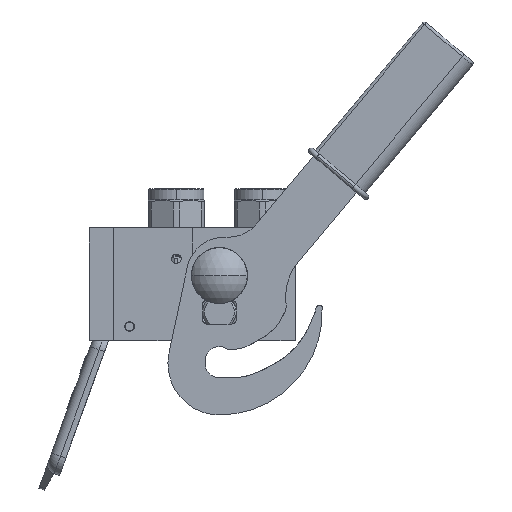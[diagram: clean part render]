
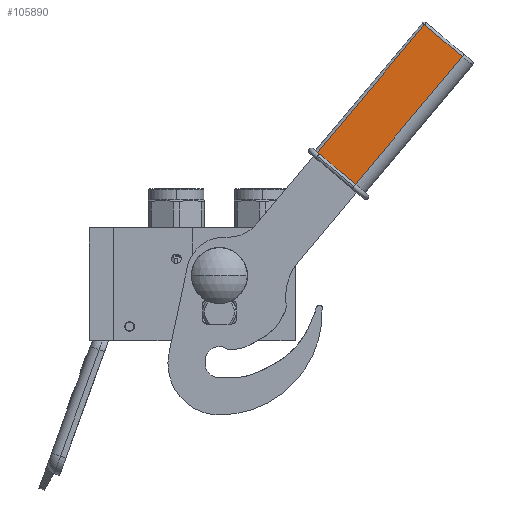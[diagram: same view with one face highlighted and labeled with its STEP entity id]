
A CAD part, front view. The second image highlights one B-rep face of the part: STEP entity #105890.
In plain terms, the highlighted face is planar.
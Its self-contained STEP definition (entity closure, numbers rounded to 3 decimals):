
#2481 = CARTESIAN_POINT ( 'NONE',  ( 8., 92., -10.5 ) ) ;
#3406 = LINE ( 'NONE', #48935, #120888 ) ;
#5153 = VERTEX_POINT ( 'NONE', #60488 ) ;
#6929 = LINE ( 'NONE', #56757, #67145 ) ;
#7202 = DIRECTION ( 'NONE',  ( 0., 0., -1. ) ) ;
#10032 = CARTESIAN_POINT ( 'NONE',  ( 8., 92., 16. ) ) ;
#11717 = VERTEX_POINT ( 'NONE', #101796 ) ;
#15248 = ORIENTED_EDGE ( 'NONE', *, *, #65533, .T. ) ;
#20447 = DIRECTION ( 'NONE',  ( 0., 0., -1. ) ) ;
#24209 = ORIENTED_EDGE ( 'NONE', *, *, #107702, .T. ) ;
#33489 = FACE_OUTER_BOUND ( 'NONE', #117319, .T. ) ;
#37723 = PLANE ( 'NONE',  #55520 ) ;
#38111 = DIRECTION ( 'NONE',  ( 1., 0., 0. ) ) ;
#38939 = CARTESIAN_POINT ( 'NONE',  ( 8., 0., 17.5 ) ) ;
#39973 = CARTESIAN_POINT ( 'NONE',  ( 8., 3., 16. ) ) ;
#40683 = VERTEX_POINT ( 'NONE', #39973 ) ;
#43712 = CARTESIAN_POINT ( 'NONE',  ( 8., 3., 16. ) ) ;
#48935 = CARTESIAN_POINT ( 'NONE',  ( 8., 3., -10.5 ) ) ;
#52743 = ORIENTED_EDGE ( 'NONE', *, *, #120818, .F. ) ;
#53603 = LINE ( 'NONE', #43712, #115533 ) ;
#55520 = AXIS2_PLACEMENT_3D ( 'NONE', #38939, #38111, #20447 ) ;
#56757 = CARTESIAN_POINT ( 'NONE',  ( 8., 92., 16. ) ) ;
#60032 = DIRECTION ( 'NONE',  ( 0., 1., 0. ) ) ;
#60488 = CARTESIAN_POINT ( 'NONE',  ( 8., 92., 16. ) ) ;
#65533 = EDGE_CURVE ( 'NONE', #11717, #109227, #3406, .T. ) ;
#67145 = VECTOR ( 'NONE', #76029, 1000. ) ;
#71005 = LINE ( 'NONE', #10032, #94473 ) ;
#71859 = ORIENTED_EDGE ( 'NONE', *, *, #75024, .T. ) ;
#75024 = EDGE_CURVE ( 'NONE', #40683, #11717, #53603, .T. ) ;
#76029 = DIRECTION ( 'NONE',  ( 0., -1., 0. ) ) ;
#76138 = DIRECTION ( 'NONE',  ( 0., 0., -1. ) ) ;
#94473 = VECTOR ( 'NONE', #76138, 1000. ) ;
#101796 = CARTESIAN_POINT ( 'NONE',  ( 8., 3., -10.5 ) ) ;
#105890 = ADVANCED_FACE ( 'NONE', ( #33489 ), #37723, .T. ) ;
#107702 = EDGE_CURVE ( 'NONE', #5153, #40683, #6929, .T. ) ;
#109227 = VERTEX_POINT ( 'NONE', #2481 ) ;
#115533 = VECTOR ( 'NONE', #7202, 1000. ) ;
#117319 = EDGE_LOOP ( 'NONE', ( #52743, #24209, #71859, #15248 ) ) ;
#120818 = EDGE_CURVE ( 'NONE', #5153, #109227, #71005, .T. ) ;
#120888 = VECTOR ( 'NONE', #60032, 1000. ) ;
